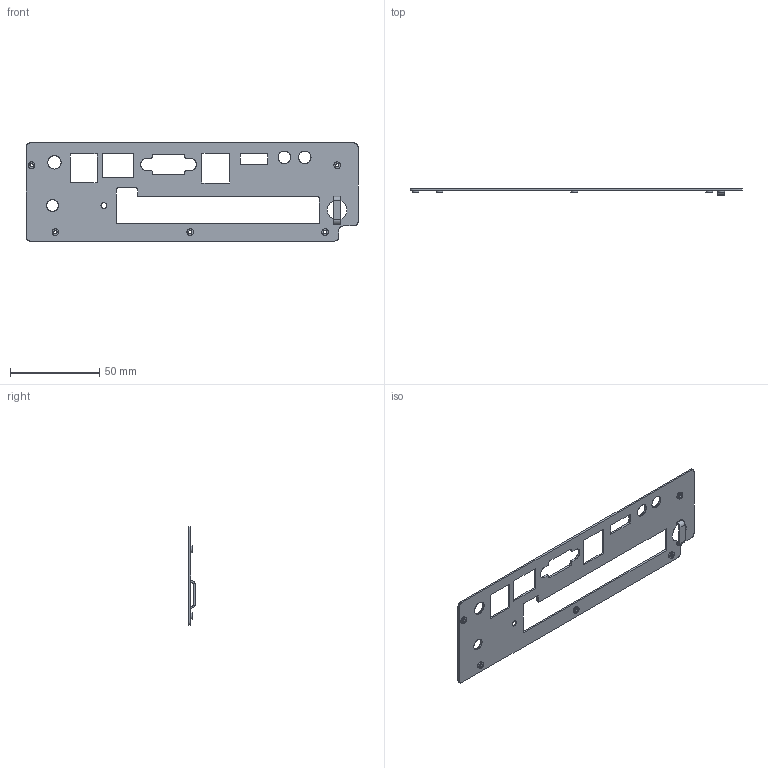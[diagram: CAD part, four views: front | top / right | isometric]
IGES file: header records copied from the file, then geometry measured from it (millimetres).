
Start section: SolidWorks IGES file using analytic representation for surfaces
Global section: file name: New i-o shield_B.IGS,1; native system: 5HSolidWorks 2010; preprocessor: SolidWorks 2010; author: Administrator; date: 111116.152229; units: millimetre
Bounding box: 186.32 x 3.6 x 55 mm (x, y, z)
Surface area: 15401.6 mm2 (no closed solid volume)
Topology: 0 solids, 0 shells, 117 faces, 1992 edges, 1992 vertices
Faces by surface type: revolution 63, bspline 54
